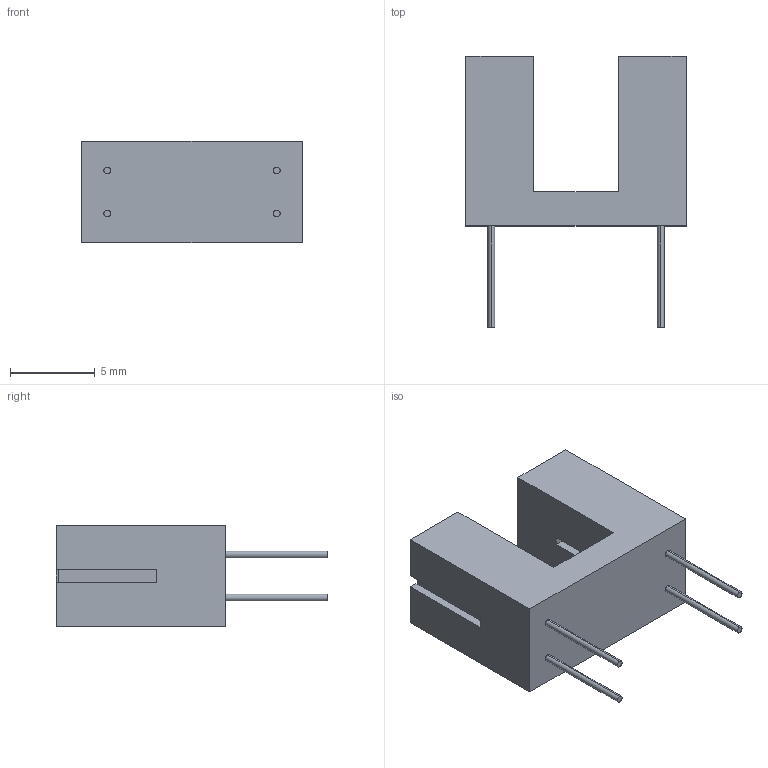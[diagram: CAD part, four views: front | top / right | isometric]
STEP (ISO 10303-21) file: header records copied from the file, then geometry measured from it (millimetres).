
FILE_DESCRIPTION (( 'STEP AP214' ), '1' );
FILE_NAME ('ITR9608.STEP', '2020-05-28T13:25:13', ( '' ), ( '' ), 'SwSTEP 2.0', 'SolidWorks 2020', '' );
FILE_SCHEMA (( 'AUTOMOTIVE_DESIGN' ));
Length unit declared in the file: millimetre
Products named in the file (1): ITR9608
Bounding box: 13 x 16 x 6 mm (x, y, z)
Volume: 532.9 mm3; surface area: 607.4 mm2
Topology: 1 solids, 1 shells, 50 faces, 128 edges, 84 vertices
Faces by surface type: plane 42, cylinder 8
Entity records: 1662 total; most frequent: CARTESIAN_POINT 263, ORIENTED_EDGE 256, DIRECTION 246, EDGE_CURVE 128, VECTOR 112, LINE 112, VERTEX_POINT 84, AXIS2_PLACEMENT_3D 67
